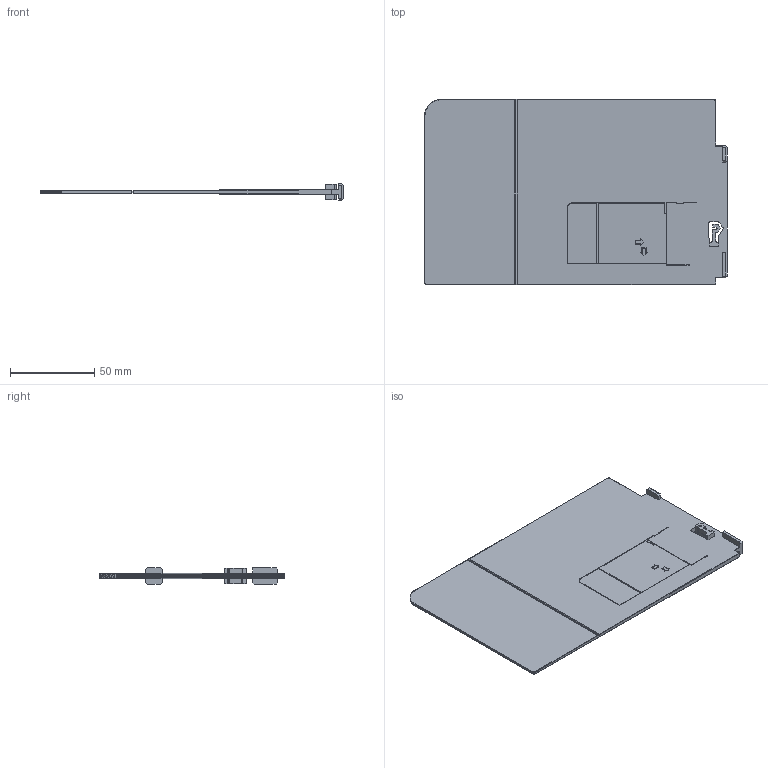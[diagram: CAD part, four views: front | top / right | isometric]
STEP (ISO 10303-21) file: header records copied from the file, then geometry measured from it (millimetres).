
FILE_DESCRIPTION((''),'2;1');
FILE_NAME('OTB800_6','2024-02-20T13:43:13',('FIANLEH10'),(''),'CREO PARAMETRIC BY PTC INC, 2022364','CREO PARAMETRIC BY PTC INC, 2022364','');
FILE_SCHEMA(('AUTOMOTIVE_DESIGN { 1 0 10303 214 1 1 1 1 }'));
Length unit declared in the file: millimetre
Products named in the file (1): OTB800_6
Bounding box: 180 x 110 x 10 mm (x, y, z)
Surface area: 41363.7 mm2 (no closed solid volume)
Topology: 0 solids, 1 shells, 317 faces, 832 edges, 526 vertices
Faces by surface type: plane 227, cylinder 67, bspline 15, torus 6, sphere 2
Entity records: 13686 total; most frequent: CARTESIAN_POINT 2950, ORIENTED_EDGE 1641, DIRECTION 1443, PRESENTATION_STYLE_ASSIGNMENT 836, STYLED_ITEM 836, CURVE_STYLE 835, EDGE_CURVE 830, VECTOR 670
